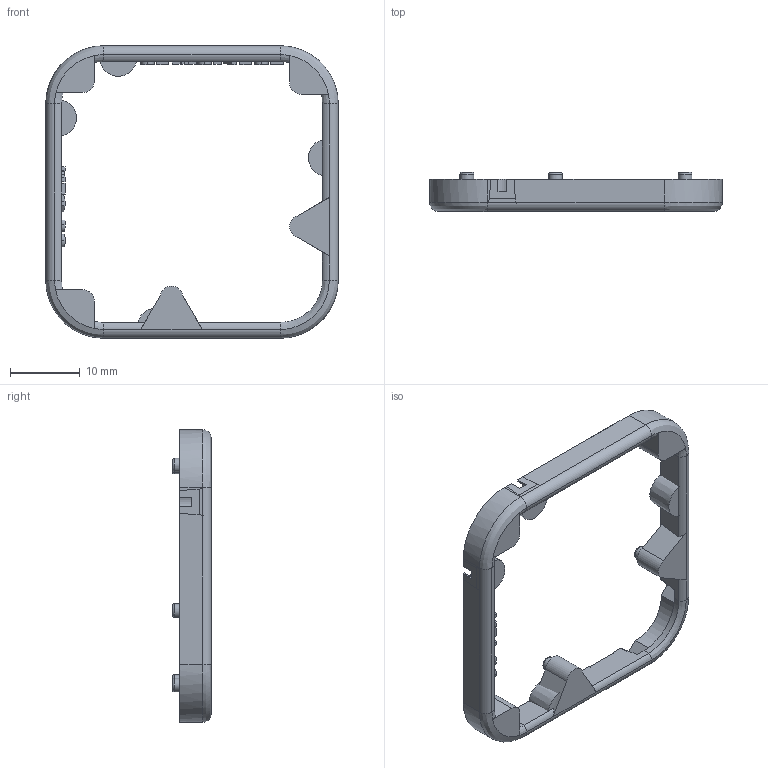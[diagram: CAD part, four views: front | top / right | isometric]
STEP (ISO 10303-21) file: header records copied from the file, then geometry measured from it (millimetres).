
FILE_DESCRIPTION(/* description */ (''),/* implementation_level */ '2;1');
FILE_NAME(/* name */ 'Remote Bottom.stp',/* time_stamp */ '2017-04-19T13:13:13-07:00',/* author */ ('Samuel Clay'),/* organization */ (''),/* preprocessor_version */ 'ST-DEVELOPER v16.1',/* originating_system */ 'Autodesk Inventor 2016',/* authorisation */ '');
FILE_SCHEMA (('AUTOMOTIVE_DESIGN { 1 0 10303 214 3 1 1 }'));
Length unit declared in the file: inch
Products named in the file (1): Remote Bottom
Bounding box: 41.97 x 5.59 x 41.97 mm (x, y, z)
Volume: 1903.2 mm3; surface area: 2687.2 mm2
Topology: 5 solids, 5 shells, 367 faces, 958 edges, 625 vertices
Faces by surface type: plane 213, bspline 105, cylinder 40, torus 5, cone 4
Full cylindrical faces by diameter (mm): 1.981 x5
Entity records: 14726 total; most frequent: CARTESIAN_POINT 6477, ORIENTED_EDGE 1896, DIRECTION 1308, EDGE_CURVE 948, VERTEX_POINT 625, LINE 592, VECTOR 592, EDGE_LOOP 403
